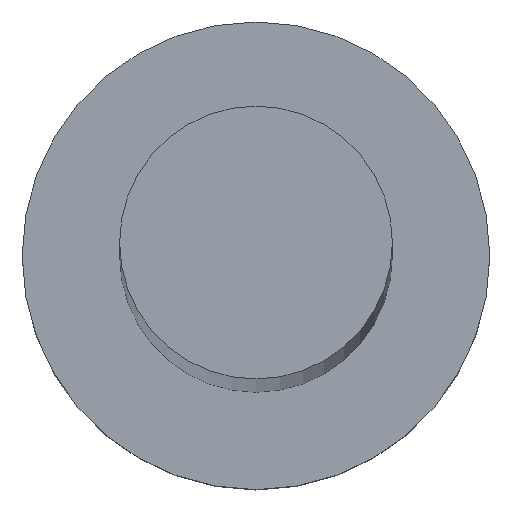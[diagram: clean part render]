
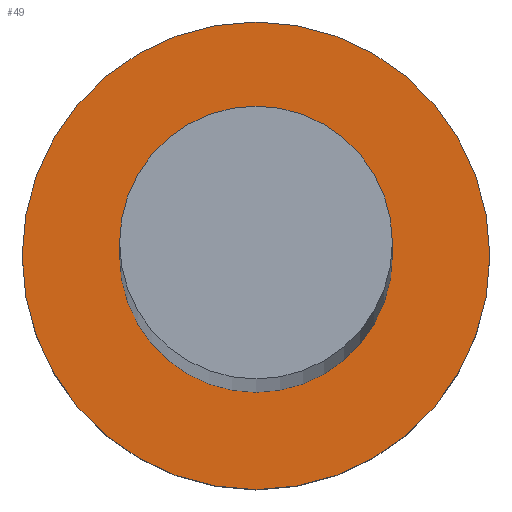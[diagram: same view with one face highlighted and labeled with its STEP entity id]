
A CAD part, top view. The second image highlights one B-rep face of the part: STEP entity #49.
In plain terms, the highlighted planar face has unit normal (0, 0, 1).
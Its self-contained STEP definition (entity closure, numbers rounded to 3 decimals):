
#4 = DIRECTION ( 'NONE',  ( 0., 0., 1. ) ) ;
#10 = ORIENTED_EDGE ( 'NONE', *, *, #187, .T. ) ;
#16 = DIRECTION ( 'NONE',  ( 0., 0., 1. ) ) ;
#19 = EDGE_CURVE ( 'NONE', #23, #166, #99, .T. ) ;
#23 = VERTEX_POINT ( 'NONE', #31 ) ;
#24 = CARTESIAN_POINT ( 'NONE',  ( 0., 0., 5. ) ) ;
#27 = CARTESIAN_POINT ( 'NONE',  ( 0., 0., 5. ) ) ;
#28 = ORIENTED_EDGE ( 'NONE', *, *, #209, .T. ) ;
#29 = EDGE_LOOP ( 'NONE', ( #10, #28 ) ) ;
#31 = CARTESIAN_POINT ( 'NONE',  ( 3.5, 0., 5. ) ) ;
#38 = AXIS2_PLACEMENT_3D ( 'NONE', #27, #167, #206 ) ;
#39 = CARTESIAN_POINT ( 'NONE',  ( 0., 0., 5. ) ) ;
#49 = ADVANCED_FACE ( 'NONE', ( #196, #94 ), #234, .T. ) ;
#55 = CIRCLE ( 'NONE', #75, 6. ) ;
#56 = DIRECTION ( 'NONE',  ( 0., 0., 1. ) ) ;
#58 = CARTESIAN_POINT ( 'NONE',  ( 0., 0., 5. ) ) ;
#60 = CARTESIAN_POINT ( 'NONE',  ( -6., 0., 5. ) ) ;
#61 = CARTESIAN_POINT ( 'NONE',  ( 0., 0., 5. ) ) ;
#69 = CARTESIAN_POINT ( 'NONE',  ( 6., 0., 5. ) ) ;
#71 = DIRECTION ( 'NONE',  ( 1., 0., 0. ) ) ;
#75 = AXIS2_PLACEMENT_3D ( 'NONE', #61, #4, #205 ) ;
#76 = ORIENTED_EDGE ( 'NONE', *, *, #177, .F. ) ;
#83 = VERTEX_POINT ( 'NONE', #69 ) ;
#85 = DIRECTION ( 'NONE',  ( 0., 0., 1. ) ) ;
#93 = CIRCLE ( 'NONE', #38, 6. ) ;
#94 = FACE_OUTER_BOUND ( 'NONE', #29, .T. ) ;
#99 = CIRCLE ( 'NONE', #240, 3.5 ) ;
#107 = AXIS2_PLACEMENT_3D ( 'NONE', #24, #85, #110 ) ;
#110 = DIRECTION ( 'NONE',  ( 1., 0., 0. ) ) ;
#127 = CARTESIAN_POINT ( 'NONE',  ( -3.5, 0., 5. ) ) ;
#130 = VERTEX_POINT ( 'NONE', #60 ) ;
#142 = DIRECTION ( 'NONE',  ( 1., 0., 0. ) ) ;
#166 = VERTEX_POINT ( 'NONE', #127 ) ;
#167 = DIRECTION ( 'NONE',  ( 0., 0., 1. ) ) ;
#177 = EDGE_CURVE ( 'NONE', #166, #23, #222, .T. ) ;
#187 = EDGE_CURVE ( 'NONE', #130, #83, #93, .T. ) ;
#196 = FACE_BOUND ( 'NONE', #252, .T. ) ;
#202 = AXIS2_PLACEMENT_3D ( 'NONE', #39, #56, #142 ) ;
#205 = DIRECTION ( 'NONE',  ( 1., 0., 0. ) ) ;
#206 = DIRECTION ( 'NONE',  ( 1., 0., 0. ) ) ;
#209 = EDGE_CURVE ( 'NONE', #83, #130, #55, .T. ) ;
#222 = CIRCLE ( 'NONE', #107, 3.5 ) ;
#234 = PLANE ( 'NONE',  #202 ) ;
#240 = AXIS2_PLACEMENT_3D ( 'NONE', #58, #16, #71 ) ;
#245 = ORIENTED_EDGE ( 'NONE', *, *, #19, .F. ) ;
#252 = EDGE_LOOP ( 'NONE', ( #76, #245 ) ) ;
